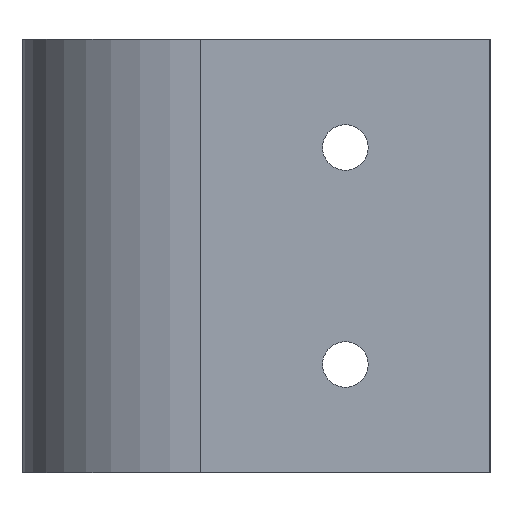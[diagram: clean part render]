
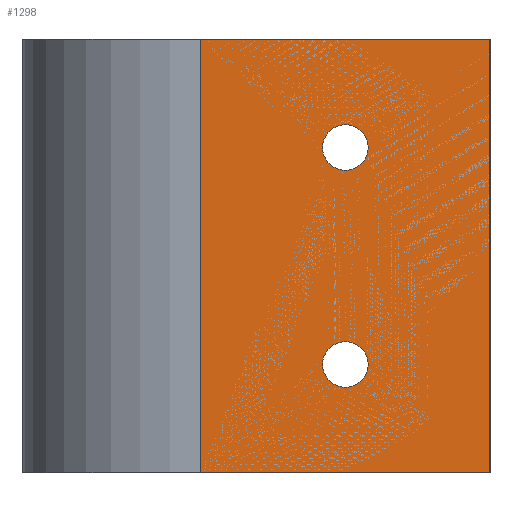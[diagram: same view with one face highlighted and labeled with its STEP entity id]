
A CAD part, left-side view. The second image highlights one B-rep face of the part: STEP entity #1298.
In plain terms, the highlighted planar face has unit normal (-1, 0, 0).
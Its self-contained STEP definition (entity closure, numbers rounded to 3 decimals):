
#33=FACE_BOUND('',#303,.T.);
#34=FACE_BOUND('',#304,.T.);
#134=CIRCLE('',#1380,2.);
#138=CIRCLE('',#1386,2.);
#225=FACE_OUTER_BOUND('',#302,.T.);
#302=EDGE_LOOP('',(#995,#996,#997,#998));
#303=EDGE_LOOP('',(#999));
#304=EDGE_LOOP('',(#1000));
#393=LINE('',#1907,#492);
#429=LINE('',#2079,#528);
#430=LINE('',#2080,#529);
#431=LINE('',#2081,#530);
#492=VECTOR('',#1511,10.);
#528=VECTOR('',#1673,10.);
#529=VECTOR('',#1674,10.);
#530=VECTOR('',#1675,10.);
#589=VERTEX_POINT('',#1901);
#591=VERTEX_POINT('',#1905);
#592=VERTEX_POINT('',#1909);
#616=VERTEX_POINT('',#1995);
#620=VERTEX_POINT('',#2007);
#642=VERTEX_POINT('',#2078);
#705=EDGE_CURVE('',#591,#589,#393,.T.);
#738=EDGE_CURVE('',#616,#616,#134,.T.);
#744=EDGE_CURVE('',#620,#620,#138,.T.);
#781=EDGE_CURVE('',#592,#642,#429,.T.);
#782=EDGE_CURVE('',#592,#589,#430,.T.);
#783=EDGE_CURVE('',#642,#591,#431,.T.);
#995=ORIENTED_EDGE('',*,*,#781,.F.);
#996=ORIENTED_EDGE('',*,*,#782,.T.);
#997=ORIENTED_EDGE('',*,*,#705,.F.);
#998=ORIENTED_EDGE('',*,*,#783,.F.);
#999=ORIENTED_EDGE('',*,*,#738,.T.);
#1000=ORIENTED_EDGE('',*,*,#744,.T.);
#1254=PLANE('',#1419);
#1298=ADVANCED_FACE('',(#225,#33,#34),#1254,.T.);
#1380=AXIS2_PLACEMENT_3D('',#1996,#1576,#1577);
#1386=AXIS2_PLACEMENT_3D('',#2008,#1590,#1591);
#1419=AXIS2_PLACEMENT_3D('',#2077,#1671,#1672);
#1511=DIRECTION('',(0.,1.,0.));
#1576=DIRECTION('center_axis',(1.,0.,0.));
#1577=DIRECTION('ref_axis',(0.,-1.,0.));
#1590=DIRECTION('center_axis',(1.,0.,0.));
#1591=DIRECTION('ref_axis',(0.,-1.,0.));
#1671=DIRECTION('center_axis',(-1.,0.,0.));
#1672=DIRECTION('ref_axis',(0.,0.,-1.));
#1673=DIRECTION('',(0.,-1.,0.));
#1674=DIRECTION('',(0.,0.,-1.));
#1675=DIRECTION('',(0.,0.,-1.));
#1901=CARTESIAN_POINT('',(-152.86,-355.6,-114.3));
#1905=CARTESIAN_POINT('',(-152.86,-381.,-114.3));
#1907=CARTESIAN_POINT('',(-152.86,-355.6,-114.3));
#1909=CARTESIAN_POINT('',(-152.86,-355.6,-76.2));
#1995=CARTESIAN_POINT('',(-152.86,-366.3,-104.775));
#1996=CARTESIAN_POINT('Origin',(-152.86,-368.3,-104.775));
#2007=CARTESIAN_POINT('',(-152.86,-366.3,-85.725));
#2008=CARTESIAN_POINT('Origin',(-152.86,-368.3,-85.725));
#2077=CARTESIAN_POINT('Origin',(-152.86,-333.577,-76.2));
#2078=CARTESIAN_POINT('',(-152.86,-381.,-76.2));
#2079=CARTESIAN_POINT('',(-152.86,-355.6,-76.2));
#2080=CARTESIAN_POINT('',(-152.86,-355.6,-76.2));
#2081=CARTESIAN_POINT('',(-152.86,-381.,-76.2));
